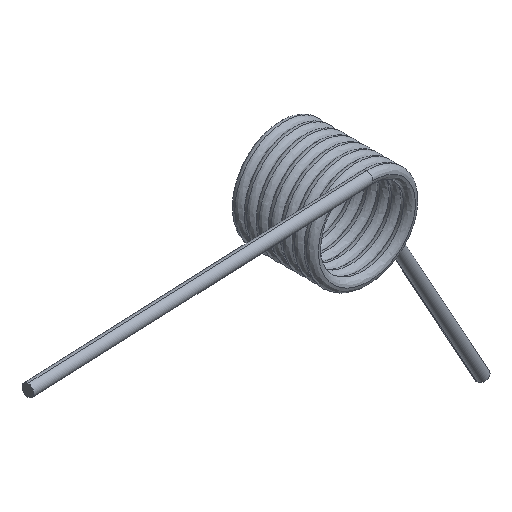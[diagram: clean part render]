
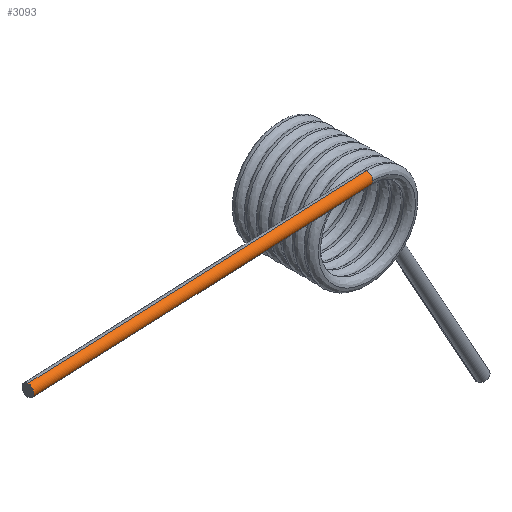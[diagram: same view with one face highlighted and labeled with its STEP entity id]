
A CAD part, isometric view. The second image highlights one B-rep face of the part: STEP entity #3093.
In plain terms, the highlighted free-form (B-spline) face has degree [3, 1] with [4, 2] control points.
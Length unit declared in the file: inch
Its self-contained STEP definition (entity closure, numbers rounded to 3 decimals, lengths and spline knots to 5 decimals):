
#192 = CARTESIAN_POINT ( 'NONE',  ( 0., -0.135, 0.581 ) ) ;
#213 = DIRECTION ( 'NONE',  ( -1., 0., 0. ) ) ;
#214 = EDGE_CURVE ( 'NONE', #3385, #1159, #2514, .T. ) ;
#438 = CARTESIAN_POINT ( 'NONE',  ( 0., 0., 0.581 ) ) ;
#455 = CARTESIAN_POINT ( 'NONE',  ( 0., 0., 0.5135 ) ) ;
#599 = VERTEX_POINT ( 'NONE', #3840 ) ;
#632 = ORIENTED_EDGE ( 'NONE', *, *, #3143, .F. ) ;
#749 = CARTESIAN_POINT ( 'NONE',  ( -3.9965, -0.16722, 0.581 ) ) ;
#891 = CIRCLE ( 'NONE', #2663, 0.0675 ) ;
#906 = CARTESIAN_POINT ( 'NONE',  ( -3.9965, -0.16722, 0.446 ) ) ;
#1034 =( BOUNDED_SURFACE ( )  B_SPLINE_SURFACE ( 3, 1, ( 
 ( #3001, #1099 ),
 ( #1764, #3025 ),
 ( #2030, #192 ),
 ( #749, #438 ) ),
 .UNSPECIFIED., .F., .F., .F. ) 
 B_SPLINE_SURFACE_WITH_KNOTS ( ( 4, 4 ),
 ( 2, 2 ),
 ( 0., 1. ),
 ( 0., 1. ),
 .UNSPECIFIED. ) 
 GEOMETRIC_REPRESENTATION_ITEM ( )  RATIONAL_B_SPLINE_SURFACE ( (
 ( 1., 1.),
 ( 0.333, 0.333),
 ( 0.333, 0.333),
 ( 1., 1.) ) ) 
 REPRESENTATION_ITEM ( '' )  SURFACE ( )  );
#1056 = CARTESIAN_POINT ( 'NONE',  ( 0., -0.0675, 0.5135 ) ) ;
#1066 = EDGE_CURVE ( 'NONE', #2678, #4026, #1288, .T. ) ;
#1099 = CARTESIAN_POINT ( 'NONE',  ( 0., 0., 0.446 ) ) ;
#1124 = CARTESIAN_POINT ( 'NONE',  ( 0., 0., 0.5135 ) ) ;
#1156 = AXIS2_PLACEMENT_3D ( 'NONE', #455, #1483, #3267 ) ;
#1159 = VERTEX_POINT ( 'NONE', #2975 ) ;
#1288 = CIRCLE ( 'NONE', #1156, 0.0675 ) ;
#1441 = CARTESIAN_POINT ( 'NONE',  ( -3.9965, -0.16722, 0.446 ) ) ;
#1451 = ORIENTED_EDGE ( 'NONE', *, *, #214, .T. ) ;
#1483 = DIRECTION ( 'NONE',  ( -1., 0., 0. ) ) ;
#1487 = DIRECTION ( 'NONE',  ( 0., 0., 1. ) ) ;
#1764 = CARTESIAN_POINT ( 'NONE',  ( -3.9965, -0.30222, 0.446 ) ) ;
#2007 = AXIS2_PLACEMENT_3D ( 'NONE', #3903, #213, #1487 ) ;
#2030 = CARTESIAN_POINT ( 'NONE',  ( -3.9965, -0.30222, 0.581 ) ) ;
#2051 = DIRECTION ( 'NONE',  ( -1., 0., 0. ) ) ;
#2096 = DIRECTION ( 'NONE',  ( 0.999, 0.042, 0. ) ) ;
#2346 = ORIENTED_EDGE ( 'NONE', *, *, #3814, .F. ) ;
#2514 = LINE ( 'NONE', #906, #3911 ) ;
#2663 = AXIS2_PLACEMENT_3D ( 'NONE', #1124, #2051, #2668 ) ;
#2668 = DIRECTION ( 'NONE',  ( 0., 0., 1. ) ) ;
#2678 = VERTEX_POINT ( 'NONE', #1056 ) ;
#2749 = ORIENTED_EDGE ( 'NONE', *, *, #1066, .T. ) ;
#2810 = DIRECTION ( 'NONE',  ( 0.999, 0.042, 0. ) ) ;
#2958 = EDGE_CURVE ( 'NONE', #1159, #2678, #891, .T. ) ;
#2973 = CARTESIAN_POINT ( 'NONE',  ( 0., 0., 0.581 ) ) ;
#2975 = CARTESIAN_POINT ( 'NONE',  ( 0., 0., 0.446 ) ) ;
#3001 = CARTESIAN_POINT ( 'NONE',  ( -3.9965, -0.16722, 0.446 ) ) ;
#3025 = CARTESIAN_POINT ( 'NONE',  ( 0., -0.135, 0.446 ) ) ;
#3054 = EDGE_LOOP ( 'NONE', ( #2346, #1451, #4005, #2749, #632 ) ) ;
#3093 = ADVANCED_FACE ( 'NONE', ( #3333 ), #1034, .F. ) ;
#3131 = VECTOR ( 'NONE', #2096, 39.37008 ) ;
#3143 = EDGE_CURVE ( 'NONE', #599, #4026, #3951, .T. ) ;
#3267 = DIRECTION ( 'NONE',  ( 0., 0., 1. ) ) ;
#3311 = CARTESIAN_POINT ( 'NONE',  ( -3.9965, -0.16722, 0.581 ) ) ;
#3333 = FACE_OUTER_BOUND ( 'NONE', #3054, .T. ) ;
#3385 = VERTEX_POINT ( 'NONE', #1441 ) ;
#3779 = CIRCLE ( 'NONE', #2007, 0.0675 ) ;
#3814 = EDGE_CURVE ( 'NONE', #3385, #599, #3779, .T. ) ;
#3840 = CARTESIAN_POINT ( 'NONE',  ( -3.9965, -0.16722, 0.581 ) ) ;
#3903 = CARTESIAN_POINT ( 'NONE',  ( -3.9965, -0.16722, 0.5135 ) ) ;
#3911 = VECTOR ( 'NONE', #2810, 39.37008 ) ;
#3951 = LINE ( 'NONE', #3311, #3131 ) ;
#4005 = ORIENTED_EDGE ( 'NONE', *, *, #2958, .T. ) ;
#4026 = VERTEX_POINT ( 'NONE', #2973 ) ;
